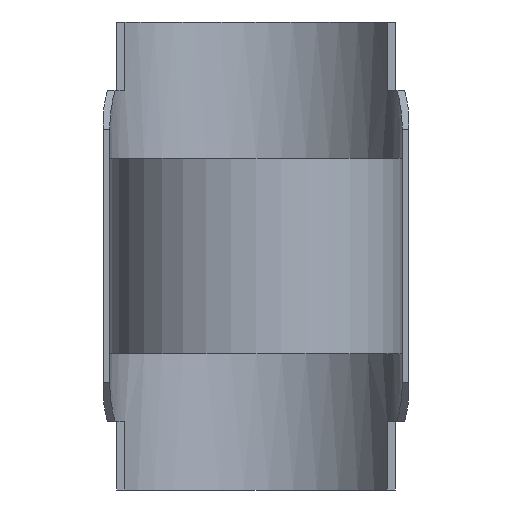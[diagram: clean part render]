
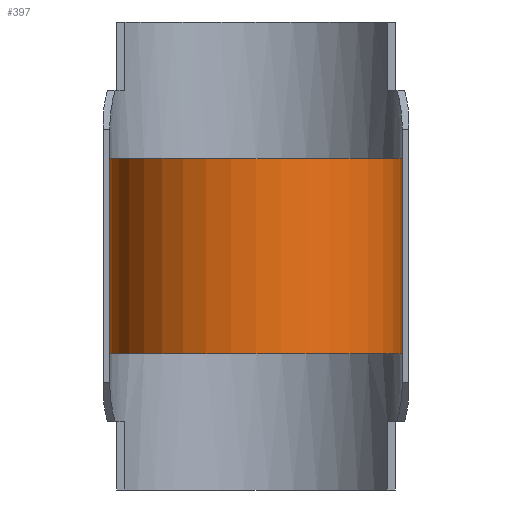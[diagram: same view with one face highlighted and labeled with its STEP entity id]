
A CAD part, front view. The second image highlights one B-rep face of the part: STEP entity #397.
In plain terms, the highlighted cylindrical face has radius 45 mm (diameter 90 mm), a partial arc.
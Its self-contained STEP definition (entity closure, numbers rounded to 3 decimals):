
#245 = EDGE_CURVE( '', #551, #463, #623, .T. );
#333 = EDGE_CURVE( '', #371, #551, #720, .T. );
#371 = VERTEX_POINT( '', #762 );
#397 = ADVANCED_FACE( '', ( #789 ), #790, .T. );
#453 = EDGE_CURVE( '', #545, #463, #851, .T. );
#455 = EDGE_CURVE( '', #545, #371, #853, .T. );
#463 = VERTEX_POINT( '', #864 );
#545 = VERTEX_POINT( '', #954 );
#551 = VERTEX_POINT( '', #961 );
#623 = LINE( '', #1041, #1042 );
#720 = CIRCLE( '', #1210, 45. );
#762 = CARTESIAN_POINT( '', ( -45., 0., -30. ) );
#789 = FACE_OUTER_BOUND( '', #1375, .T. );
#790 = CYLINDRICAL_SURFACE( '', #1376, 45. );
#851 = CIRCLE( '', #1498, 45. );
#853 = LINE( '', #1501, #1502 );
#864 = CARTESIAN_POINT( '', ( 45., 0., 30. ) );
#954 = CARTESIAN_POINT( '', ( -45., 0., 30. ) );
#961 = CARTESIAN_POINT( '', ( 45., 0., -30. ) );
#1041 = CARTESIAN_POINT( '', ( 45., 0., 0. ) );
#1042 = VECTOR( '', #1725, 1. );
#1210 = AXIS2_PLACEMENT_3D( '', #1835, #1836, #1837 );
#1375 = EDGE_LOOP( '', ( #1910, #1911, #1912, #1913 ) );
#1376 = AXIS2_PLACEMENT_3D( '', #1914, #1915, #1916 );
#1498 = AXIS2_PLACEMENT_3D( '', #1983, #1984, #1985 );
#1501 = CARTESIAN_POINT( '', ( -45., 0., 0. ) );
#1502 = VECTOR( '', #1986, 1. );
#1725 = DIRECTION( '', ( 0., 0., 1. ) );
#1835 = CARTESIAN_POINT( '', ( 0., 0., -30. ) );
#1836 = DIRECTION( '', ( 0., 0., 1. ) );
#1837 = DIRECTION( '', ( 1., 0., 0. ) );
#1910 = ORIENTED_EDGE( '', *, *, #245, .T. );
#1911 = ORIENTED_EDGE( '', *, *, #453, .F. );
#1912 = ORIENTED_EDGE( '', *, *, #455, .T. );
#1913 = ORIENTED_EDGE( '', *, *, #333, .T. );
#1914 = CARTESIAN_POINT( '', ( 0., 0., 30. ) );
#1915 = DIRECTION( '', ( 0., 0., 1. ) );
#1916 = DIRECTION( '', ( 1., 0., 0. ) );
#1983 = CARTESIAN_POINT( '', ( 0., 0., 30. ) );
#1984 = DIRECTION( '', ( 0., 0., 1. ) );
#1985 = DIRECTION( '', ( 1., 0., 0. ) );
#1986 = DIRECTION( '', ( 0., 0., -1. ) );
